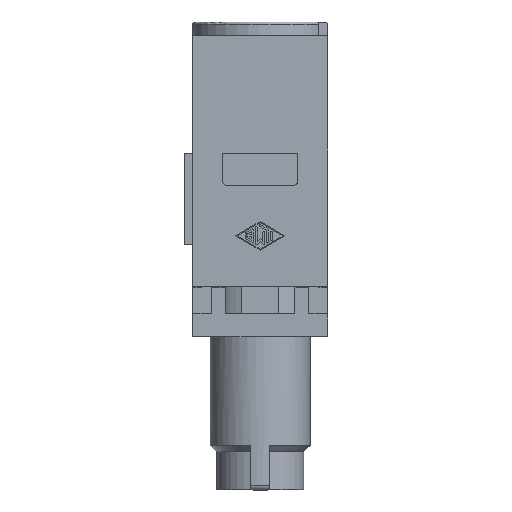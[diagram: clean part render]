
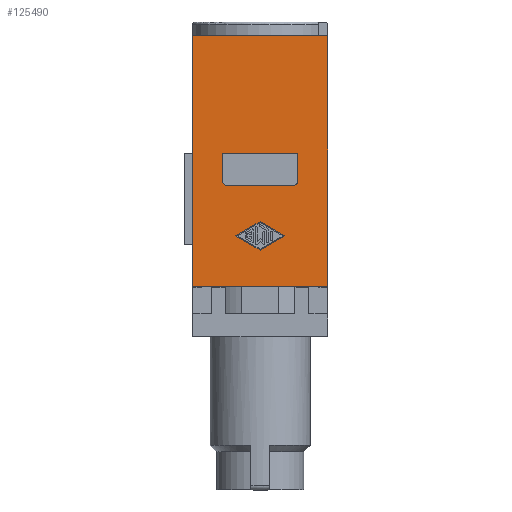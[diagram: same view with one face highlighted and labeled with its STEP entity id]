
A CAD part, front view. The second image highlights one B-rep face of the part: STEP entity #125490.
In plain terms, the highlighted planar face has unit normal (0, -1, 0).
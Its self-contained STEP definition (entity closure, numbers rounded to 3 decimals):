
#55120=CARTESIAN_POINT('',(72.447,51.955,-20.893)
);
#55130=DIRECTION('',(-0.866,0.,
-0.5));
#55140=VECTOR('',#55130,1.);
#55150=LINE('',#55120,#55140);
#55160=CARTESIAN_POINT('',(66.647,51.955,
-24.238));
#55170=VERTEX_POINT('',#55160);
#55180=CARTESIAN_POINT('',(63.938,51.955,
-25.8));
#55190=VERTEX_POINT('',#55180);
#55200=EDGE_CURVE('',#55170,#55190,#55150,.T.);
#57810=CARTESIAN_POINT('',(72.447,51.955,-30.707)
);
#57820=DIRECTION('',(0.866,0.,
-0.5));
#57830=VECTOR('',#57820,1.);
#57840=LINE('',#57810,#57830);
#57850=CARTESIAN_POINT('',(66.647,51.955,
-27.362));
#57860=VERTEX_POINT('',#57850);
#57870=EDGE_CURVE('',#55190,#57860,#57840,.T.);
#66550=CARTESIAN_POINT('',(66.647,51.955,
-37.7));
#66560=DIRECTION('',(0.,-1.,0.));
#66570=DIRECTION('',(0.,0.,1.));
#66580=AXIS2_PLACEMENT_3D('',#66550,#66560,#66570);
#66590=PLANE('',#66580);
#90220=CARTESIAN_POINT('',(59.297,51.955,-20.3)
);
#90230=VERTEX_POINT('',#90220);
#91510=CARTESIAN_POINT('',(73.997,51.955,
-20.3));
#91520=VERTEX_POINT('',#91510);
#91550=CARTESIAN_POINT('',(72.447,51.955,-20.3)
);
#91560=DIRECTION('',(1.,0.,0.));
#91570=VECTOR('',#91560,1.);
#91580=LINE('',#91550,#91570);
#91590=EDGE_CURVE('',#90230,#91520,#91580,.T.);
#96600=CARTESIAN_POINT('',(72.447,51.955,-27.583)
);
#96610=DIRECTION('',(-0.866,0.,
0.5));
#96620=VECTOR('',#96610,1.);
#96630=LINE('',#96600,#96620);
#96640=CARTESIAN_POINT('',(69.355,51.955,
-25.8));
#96650=VERTEX_POINT('',#96640);
#96660=EDGE_CURVE('',#96650,#55170,#96630,.T.);
#111070=CARTESIAN_POINT('',(62.547,51.955,
-31.8));
#111080=VERTEX_POINT('',#111070);
#111110=CARTESIAN_POINT('',(63.047,51.955,
-31.8));
#111120=DIRECTION('',(0.,-1.,0.));
#111130=DIRECTION('',(0.,0.,1.));
#111140=AXIS2_PLACEMENT_3D('',#111110,#111120,#111130);
#111150=CIRCLE('',#111140,0.5);
#111160=CARTESIAN_POINT('',(63.047,51.955,
-31.3));
#111170=VERTEX_POINT('',#111160);
#111180=EDGE_CURVE('',#111170,#111080,#111150,.T.);
#113050=CARTESIAN_POINT('',(72.447,51.955,
-31.3));
#113060=DIRECTION('',(-1.,0.,0.));
#113070=VECTOR('',#113060,1.);
#113080=LINE('',#113050,#113070);
#113090=CARTESIAN_POINT('',(70.247,51.955,
-31.3));
#113100=VERTEX_POINT('',#113090);
#113110=EDGE_CURVE('',#113100,#111170,#113080,.T.);
#117270=CARTESIAN_POINT('',(59.297,51.955,-47.6
));
#117280=VERTEX_POINT('',#117270);
#117310=CARTESIAN_POINT('',(59.297,51.955,
-47.6));
#117320=DIRECTION('',(1.,0.,0.));
#117330=VECTOR('',#117320,1.);
#117340=LINE('',#117310,#117330);
#117350=CARTESIAN_POINT('',(73.997,51.955,-47.6
));
#117360=VERTEX_POINT('',#117350);
#117370=EDGE_CURVE('',#117280,#117360,#117340,.T.);
#118840=CARTESIAN_POINT('',(73.997,51.955,
-46.1));
#118850=DIRECTION('',(0.,0.,-1.));
#118860=VECTOR('',#118850,1.);
#118870=LINE('',#118840,#118860);
#118880=EDGE_CURVE('',#91520,#117360,#118870,.T.);
#121480=CARTESIAN_POINT('',(70.747,51.955,
-34.8));
#121490=VERTEX_POINT('',#121480);
#121520=CARTESIAN_POINT('',(62.547,51.955,
-34.8));
#121530=DIRECTION('',(1.,0.,0.));
#121540=VECTOR('',#121530,1.);
#121550=LINE('',#121520,#121540);
#121560=CARTESIAN_POINT('',(62.547,51.955,
-34.8));
#121570=VERTEX_POINT('',#121560);
#121580=EDGE_CURVE('',#121570,#121490,#121550,.T.);
#122490=CARTESIAN_POINT('',(70.747,51.955,
-31.8));
#122500=VERTEX_POINT('',#122490);
#122530=CARTESIAN_POINT('',(70.747,51.955,
-45.7));
#122540=DIRECTION('',(0.,0.,1.));
#122550=VECTOR('',#122540,1.);
#122560=LINE('',#122530,#122550);
#122570=EDGE_CURVE('',#121490,#122500,#122560,.T.);
#122750=CARTESIAN_POINT('',(62.547,51.955,
-45.7));
#122760=DIRECTION('',(0.,0.,-1.));
#122770=VECTOR('',#122760,1.);
#122780=LINE('',#122750,#122770);
#122790=EDGE_CURVE('',#111080,#121570,#122780,.T.);
#125130=ORIENTED_EDGE('',*,*,#122570,.F.);
#125140=CARTESIAN_POINT('',(70.247,51.955,
-31.8));
#125150=DIRECTION('',(0.,1.,0.));
#125160=DIRECTION('',(0.,0.,-1.));
#125170=AXIS2_PLACEMENT_3D('',#125140,#125150,#125160);
#125180=CIRCLE('',#125170,0.5);
#125190=EDGE_CURVE('',#113100,#122500,#125180,.T.);
#125200=ORIENTED_EDGE('',*,*,#125190,.T.);
#125210=ORIENTED_EDGE('',*,*,#113110,.F.);
#125220=ORIENTED_EDGE('',*,*,#111180,.F.);
#125230=ORIENTED_EDGE('',*,*,#122790,.F.);
#125240=ORIENTED_EDGE('',*,*,#121580,.F.);
#125250=EDGE_LOOP('',(#125240,#125230,#125220,#125210,#125200,#125130));
#125260=FACE_BOUND('',#125250,.T.);
#125270=ORIENTED_EDGE('',*,*,#118880,.F.);
#125280=ORIENTED_EDGE('',*,*,#117370,.T.);
#125290=CARTESIAN_POINT('',(59.297,51.955,
-46.1));
#125300=DIRECTION('',(0.,0.,1.));
#125310=VECTOR('',#125300,1.);
#125320=LINE('',#125290,#125310);
#125330=EDGE_CURVE('',#117280,#90230,#125320,.T.);
#125340=ORIENTED_EDGE('',*,*,#125330,.F.);
#125350=ORIENTED_EDGE('',*,*,#91590,.F.);
#125360=EDGE_LOOP('',(#125350,#125340,#125280,#125270));
#125370=FACE_OUTER_BOUND('',#125360,.T.);
#125380=CARTESIAN_POINT('',(72.447,51.955,-24.017
));
#125390=DIRECTION('',(0.866,0.,
0.5));
#125400=VECTOR('',#125390,1.);
#125410=LINE('',#125380,#125400);
#125420=EDGE_CURVE('',#57860,#96650,#125410,.T.);
#125430=ORIENTED_EDGE('',*,*,#125420,.F.);
#125440=ORIENTED_EDGE('',*,*,#96660,.F.);
#125450=ORIENTED_EDGE('',*,*,#55200,.F.);
#125460=ORIENTED_EDGE('',*,*,#57870,.F.);
#125470=EDGE_LOOP('',(#125460,#125450,#125440,#125430));
#125480=FACE_BOUND('',#125470,.T.);
#125490=ADVANCED_FACE('',(#125260,#125370,#125480),#66590,.T.);
